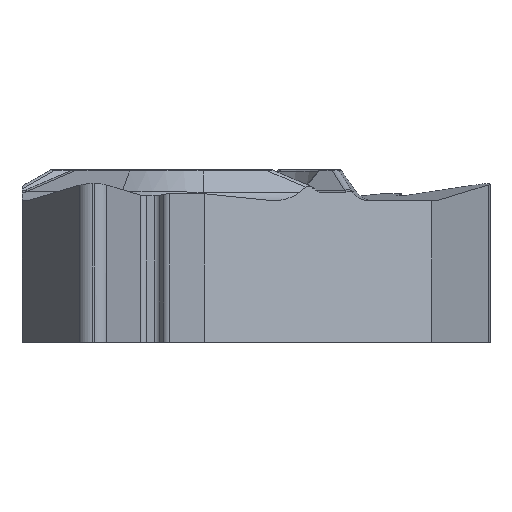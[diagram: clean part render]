
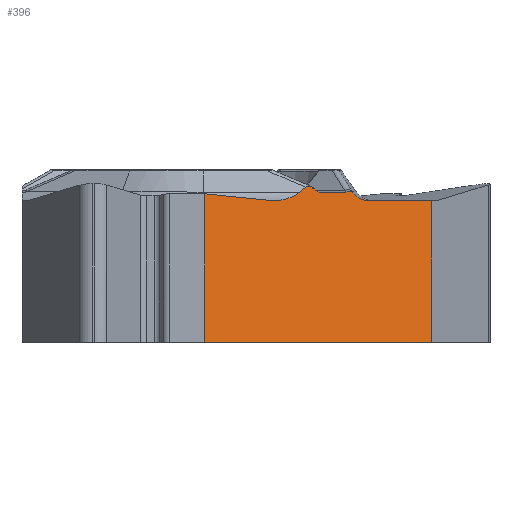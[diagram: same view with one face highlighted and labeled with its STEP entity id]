
A CAD part, front view. The second image highlights one B-rep face of the part: STEP entity #396.
In plain terms, the highlighted planar face has unit normal (0.5, -0.866, 0).
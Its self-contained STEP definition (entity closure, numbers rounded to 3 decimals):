
#188=FACE_OUTER_BOUND('',#603,.T.);
#291=ELLIPSE('',#2625,0.309,0.3);
#294=ELLIPSE('',#2630,0.309,0.3);
#297=ELLIPSE('',#2636,1.5,0.75);
#298=ELLIPSE('',#2639,0.884,0.75);
#299=ELLIPSE('',#2641,0.304,0.205);
#317=ELLIPSE('',#2707,1.5,0.75);
#396=ADVANCED_FACE('',(#188),#513,.F.);
#513=PLANE('',#2708);
#603=EDGE_LOOP('',(#1049,#1050,#1051,#1052,#1053,#1054,#1055,#1056,#1057,
#1058,#1059,#1060,#1061,#1062,#1063));
#1049=ORIENTED_EDGE('',*,*,#1957,.T.);
#1050=ORIENTED_EDGE('',*,*,#1958,.T.);
#1051=ORIENTED_EDGE('',*,*,#1959,.T.);
#1052=ORIENTED_EDGE('',*,*,#1829,.T.);
#1053=ORIENTED_EDGE('',*,*,#1862,.T.);
#1054=ORIENTED_EDGE('',*,*,#1865,.F.);
#1055=ORIENTED_EDGE('',*,*,#1851,.T.);
#1056=ORIENTED_EDGE('',*,*,#1819,.T.);
#1057=ORIENTED_EDGE('',*,*,#1841,.T.);
#1058=ORIENTED_EDGE('',*,*,#1846,.T.);
#1059=ORIENTED_EDGE('',*,*,#1863,.F.);
#1060=ORIENTED_EDGE('',*,*,#1838,.T.);
#1061=ORIENTED_EDGE('',*,*,#1858,.T.);
#1062=ORIENTED_EDGE('',*,*,#1960,.T.);
#1063=ORIENTED_EDGE('',*,*,#1961,.T.);
#1584=VERTEX_POINT('',#3995);
#1585=VERTEX_POINT('',#3997);
#1594=VERTEX_POINT('',#4018);
#1595=VERTEX_POINT('',#4019);
#1599=VERTEX_POINT('',#4029);
#1603=VERTEX_POINT('',#4036);
#1605=VERTEX_POINT('',#4051);
#1609=VERTEX_POINT('',#4067);
#1610=VERTEX_POINT('',#4074);
#1617=VERTEX_POINT('',#4102);
#1620=VERTEX_POINT('',#4113);
#1676=VERTEX_POINT('',#4657);
#1677=VERTEX_POINT('',#4658);
#1678=VERTEX_POINT('',#4660);
#1679=VERTEX_POINT('',#4663);
#1819=EDGE_CURVE('',#1585,#1584,#2199,.T.);
#1829=EDGE_CURVE('',#1594,#1595,#2205,.T.);
#1838=EDGE_CURVE('',#1599,#1603,#2213,.T.);
#1841=EDGE_CURVE('',#1584,#1605,#291,.T.);
#1846=EDGE_CURVE('',#1605,#1609,#2217,.T.);
#1851=EDGE_CURVE('',#1610,#1585,#294,.T.);
#1858=EDGE_CURVE('',#1603,#1617,#297,.T.);
#1862=EDGE_CURVE('',#1595,#1620,#298,.T.);
#1863=EDGE_CURVE('',#1599,#1609,#299,.T.);
#1865=EDGE_CURVE('',#1610,#1620,#2543,.T.);
#1957=EDGE_CURVE('',#1676,#1677,#2251,.T.);
#1958=EDGE_CURVE('',#1677,#1678,#2252,.T.);
#1959=EDGE_CURVE('',#1678,#1594,#2253,.T.);
#1960=EDGE_CURVE('',#1617,#1679,#317,.T.);
#1961=EDGE_CURVE('',#1679,#1676,#2254,.T.);
#2199=LINE('',#3996,#2367);
#2205=LINE('',#4017,#2373);
#2213=LINE('',#4037,#2381);
#2217=LINE('',#4068,#2385);
#2251=LINE('',#4656,#2419);
#2252=LINE('',#4659,#2420);
#2253=LINE('',#4661,#2421);
#2254=LINE('',#4664,#2422);
#2367=VECTOR('',#2902,1.);
#2373=VECTOR('',#2920,1.);
#2381=VECTOR('',#2932,1.);
#2385=VECTOR('',#2944,1.);
#2419=VECTOR('',#3136,1.);
#2420=VECTOR('',#3137,1.);
#2421=VECTOR('',#3138,1.);
#2422=VECTOR('',#3141,1.);
#2543=B_SPLINE_CURVE_WITH_KNOTS('',3,(#4119,#4120,#4121,#4122,#4123,#4124,
#4125,#4126,#4127,#4128,#4129,#4130,#4131),.UNSPECIFIED.,.F.,.F.,(4,3,3,
3,4),(0.,0.307,0.616,0.896,1.),
 .UNSPECIFIED.);
#2625=AXIS2_PLACEMENT_3D('',#4052,#2936,#2937);
#2630=AXIS2_PLACEMENT_3D('',#4090,#2950,#2951);
#2636=AXIS2_PLACEMENT_3D('',#4103,#2965,#2966);
#2639=AXIS2_PLACEMENT_3D('',#4114,#2972,#2973);
#2641=AXIS2_PLACEMENT_3D('',#4116,#2976,#2977);
#2707=AXIS2_PLACEMENT_3D('',#4662,#3139,#3140);
#2708=AXIS2_PLACEMENT_3D('',#4665,#3142,#3143);
#2902=DIRECTION('',(-0.866,-0.5,0.));
#2920=DIRECTION('',(-0.866,-0.5,0.));
#2932=DIRECTION('',(-0.705,-0.407,-0.581));
#2936=DIRECTION('',(-0.5,0.866,0.));
#2937=DIRECTION('',(-0.866,-0.5,0.));
#2944=DIRECTION('',(-0.672,-0.388,0.631));
#2950=DIRECTION('',(-0.5,0.866,0.));
#2951=DIRECTION('',(-0.866,-0.5,0.));
#2965=DIRECTION('',(-0.5,0.866,0.));
#2966=DIRECTION('',(-0.866,-0.5,0.));
#2972=DIRECTION('',(-0.5,0.866,0.));
#2973=DIRECTION('',(-0.866,-0.5,0.));
#2976=DIRECTION('',(-0.5,0.866,0.));
#2977=DIRECTION('',(0.743,0.429,-0.514));
#3136=DIRECTION('',(0.,0.,-1.));
#3137=DIRECTION('',(0.866,0.5,0.));
#3138=DIRECTION('',(0.,0.,1.));
#3139=DIRECTION('',(-0.5,0.866,0.));
#3140=DIRECTION('',(-0.866,-0.5,0.));
#3141=DIRECTION('',(-0.863,-0.498,0.088));
#3142=DIRECTION('',(-0.5,0.866,0.));
#3143=DIRECTION('',(-0.866,-0.5,0.));
#3995=CARTESIAN_POINT('',(4.156,-4.933,-0.31));
#3996=CARTESIAN_POINT('',(3.175,-5.499,-0.31));
#3997=CARTESIAN_POINT('',(4.937,-4.482,-0.31));
#4017=CARTESIAN_POINT('',(3.175,-5.499,-0.6));
#4018=CARTESIAN_POINT('',(8.014,-2.706,-0.6));
#4019=CARTESIAN_POINT('',(5.849,-3.955,-0.6));
#4029=CARTESIAN_POINT('',(3.593,-5.258,-0.121));
#4036=CARTESIAN_POINT('',(3.378,-5.382,-0.299));
#4037=CARTESIAN_POINT('',(13.605,0.522,8.134));
#4051=CARTESIAN_POINT('',(3.984,-5.032,-0.24));
#4052=CARTESIAN_POINT('',(4.156,-4.933,-0.01));
#4067=CARTESIAN_POINT('',(3.921,-5.068,-0.181));
#4068=CARTESIAN_POINT('',(-7.205,-11.492,10.279));
#4074=CARTESIAN_POINT('',(5.047,-4.418,-0.283));
#4090=CARTESIAN_POINT('',(4.937,-4.482,-0.01));
#4102=CARTESIAN_POINT('',(2.599,-5.832,-0.6));
#4103=CARTESIAN_POINT('',(2.314,-5.996,0.132));
#4113=CARTESIAN_POINT('',(5.254,-4.299,-0.322));
#4114=CARTESIAN_POINT('',(5.849,-3.955,0.15));
#4116=CARTESIAN_POINT('',(3.785,-5.147,-0.32));
#4119=CARTESIAN_POINT('',(5.047,-4.418,-0.283));
#4120=CARTESIAN_POINT('',(5.068,-4.406,-0.273));
#4121=CARTESIAN_POINT('',(5.091,-4.393,-0.266));
#4122=CARTESIAN_POINT('',(5.113,-4.38,-0.264));
#4123=CARTESIAN_POINT('',(5.136,-4.367,-0.261));
#4124=CARTESIAN_POINT('',(5.16,-4.353,-0.264));
#4125=CARTESIAN_POINT('',(5.181,-4.341,-0.271));
#4126=CARTESIAN_POINT('',(5.201,-4.329,-0.278));
#4127=CARTESIAN_POINT('',(5.221,-4.318,-0.289));
#4128=CARTESIAN_POINT('',(5.237,-4.309,-0.304));
#4129=CARTESIAN_POINT('',(5.243,-4.305,-0.31));
#4130=CARTESIAN_POINT('',(5.249,-4.302,-0.316));
#4131=CARTESIAN_POINT('',(5.254,-4.299,-0.322));
#4656=CARTESIAN_POINT('',(0.053,-7.301,25.));
#4657=CARTESIAN_POINT('',(0.053,-7.301,-0.352));
#4658=CARTESIAN_POINT('',(0.053,-7.301,-5.56));
#4659=CARTESIAN_POINT('',(3.175,-5.499,-5.56));
#4660=CARTESIAN_POINT('',(8.014,-2.706,-5.56));
#4661=CARTESIAN_POINT('',(8.014,-2.706,25.));
#4662=CARTESIAN_POINT('',(2.599,-5.832,0.15));
#4663=CARTESIAN_POINT('',(2.374,-5.962,-0.589));
#4664=CARTESIAN_POINT('',(-3.33,-9.255,-0.008));
#4665=CARTESIAN_POINT('',(3.175,-5.499,25.));
